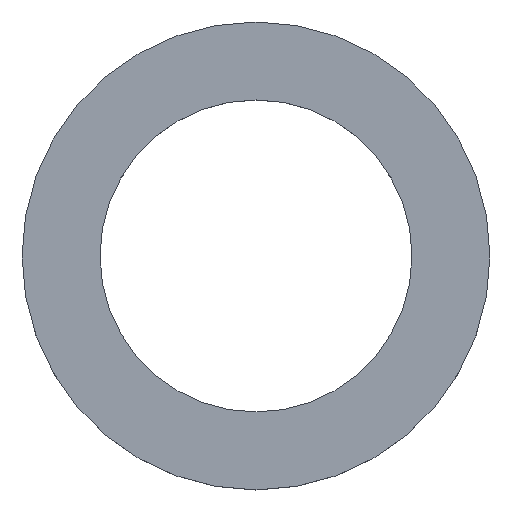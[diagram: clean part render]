
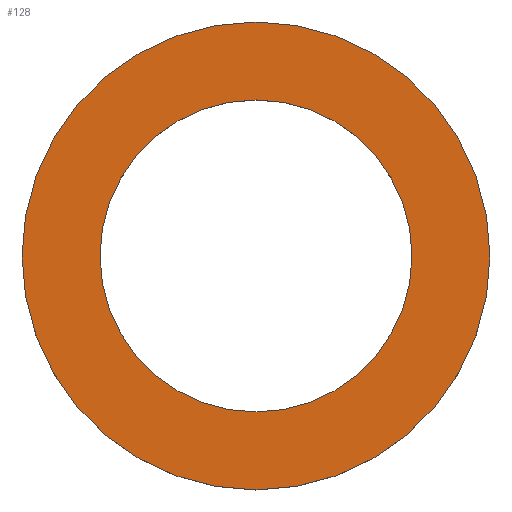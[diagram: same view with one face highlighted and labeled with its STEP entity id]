
A CAD part, top view. The second image highlights one B-rep face of the part: STEP entity #128.
In plain terms, the highlighted planar face has unit normal (0, 0, 1).
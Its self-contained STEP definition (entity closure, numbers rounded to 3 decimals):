
#1 = ORIENTED_EDGE ( 'NONE', *, *, #33, .T. ) ;
#7 = PLANE ( 'NONE',  #15 ) ;
#9 = FACE_OUTER_BOUND ( 'NONE', #75, .T. ) ;
#15 = AXIS2_PLACEMENT_3D ( 'NONE', #36, #240, #183 ) ;
#20 = DIRECTION ( 'NONE',  ( 0., 0., 1. ) ) ;
#25 = EDGE_CURVE ( 'NONE', #182, #160, #177, .T. ) ;
#32 = CARTESIAN_POINT ( 'NONE',  ( 6., 0., 1. ) ) ;
#33 = EDGE_CURVE ( 'NONE', #37, #181, #213, .T. ) ;
#36 = CARTESIAN_POINT ( 'NONE',  ( 0., 0., 1. ) ) ;
#37 = VERTEX_POINT ( 'NONE', #197 ) ;
#41 = CARTESIAN_POINT ( 'NONE',  ( 0., 0., 1. ) ) ;
#55 = AXIS2_PLACEMENT_3D ( 'NONE', #41, #144, #169 ) ;
#75 = EDGE_LOOP ( 'NONE', ( #1, #104 ) ) ;
#76 = EDGE_LOOP ( 'NONE', ( #96, #232 ) ) ;
#85 = DIRECTION ( 'NONE',  ( 1., 0., 0. ) ) ;
#88 = CARTESIAN_POINT ( 'NONE',  ( 4., 0., 1. ) ) ;
#96 = ORIENTED_EDGE ( 'NONE', *, *, #190, .F. ) ;
#104 = ORIENTED_EDGE ( 'NONE', *, *, #116, .T. ) ;
#116 = EDGE_CURVE ( 'NONE', #181, #37, #245, .T. ) ;
#128 = ADVANCED_FACE ( 'NONE', ( #9, #135 ), #7, .T. ) ;
#135 = FACE_BOUND ( 'NONE', #76, .T. ) ;
#144 = DIRECTION ( 'NONE',  ( 0., 0., 1. ) ) ;
#148 = DIRECTION ( 'NONE',  ( 1., 0., 0. ) ) ;
#160 = VERTEX_POINT ( 'NONE', #204 ) ;
#169 = DIRECTION ( 'NONE',  ( 1., 0., 0. ) ) ;
#174 = AXIS2_PLACEMENT_3D ( 'NONE', #214, #185, #85 ) ;
#177 = CIRCLE ( 'NONE', #194, 4. ) ;
#178 = CIRCLE ( 'NONE', #196, 4. ) ;
#181 = VERTEX_POINT ( 'NONE', #32 ) ;
#182 = VERTEX_POINT ( 'NONE', #88 ) ;
#183 = DIRECTION ( 'NONE',  ( 1., 0., 0. ) ) ;
#185 = DIRECTION ( 'NONE',  ( 0., 0., 1. ) ) ;
#190 = EDGE_CURVE ( 'NONE', #160, #182, #178, .T. ) ;
#194 = AXIS2_PLACEMENT_3D ( 'NONE', #203, #20, #219 ) ;
#196 = AXIS2_PLACEMENT_3D ( 'NONE', #226, #208, #148 ) ;
#197 = CARTESIAN_POINT ( 'NONE',  ( -6., 0., 1. ) ) ;
#203 = CARTESIAN_POINT ( 'NONE',  ( 0., 0., 1. ) ) ;
#204 = CARTESIAN_POINT ( 'NONE',  ( -4., 0., 1. ) ) ;
#208 = DIRECTION ( 'NONE',  ( 0., 0., 1. ) ) ;
#213 = CIRCLE ( 'NONE', #55, 6. ) ;
#214 = CARTESIAN_POINT ( 'NONE',  ( 0., 0., 1. ) ) ;
#219 = DIRECTION ( 'NONE',  ( 1., 0., 0. ) ) ;
#226 = CARTESIAN_POINT ( 'NONE',  ( 0., 0., 1. ) ) ;
#232 = ORIENTED_EDGE ( 'NONE', *, *, #25, .F. ) ;
#240 = DIRECTION ( 'NONE',  ( 0., 0., 1. ) ) ;
#245 = CIRCLE ( 'NONE', #174, 6. ) ;
